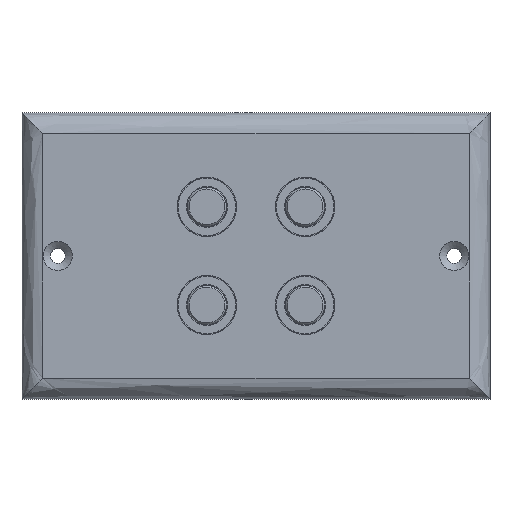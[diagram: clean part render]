
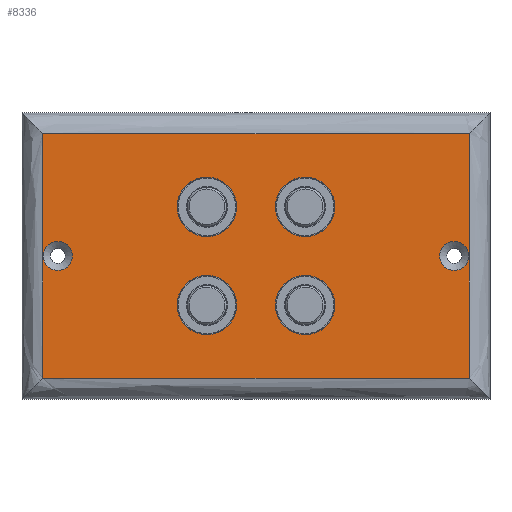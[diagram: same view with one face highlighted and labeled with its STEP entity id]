
A CAD part, top view. The second image highlights one B-rep face of the part: STEP entity #8336.
In plain terms, the highlighted planar face has unit normal (0, 0, 1).
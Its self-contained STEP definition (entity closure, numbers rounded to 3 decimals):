
#734=LINE('',#13884,#1612);
#735=LINE('',#13907,#1613);
#738=LINE('',#13932,#1616);
#740=LINE('',#13940,#1618);
#1612=VECTOR('',#10873,10.);
#1613=VECTOR('',#10874,10.);
#1616=VECTOR('',#10877,10.);
#1618=VECTOR('',#10879,10.);
#2023=FACE_BOUND('',#2857,.T.);
#2024=FACE_BOUND('',#2858,.T.);
#2025=FACE_BOUND('',#2859,.T.);
#2026=FACE_BOUND('',#2860,.T.);
#2027=FACE_BOUND('',#2861,.T.);
#2028=FACE_BOUND('',#2862,.T.);
#2386=FACE_OUTER_BOUND('',#2856,.T.);
#2856=EDGE_LOOP('',(#7070,#7071,#7072,#7073));
#2857=EDGE_LOOP('',(#7074));
#2858=EDGE_LOOP('',(#7075));
#2859=EDGE_LOOP('',(#7076));
#2860=EDGE_LOOP('',(#7077));
#2861=EDGE_LOOP('',(#7078));
#2862=EDGE_LOOP('',(#7079));
#3204=CIRCLE('',#8880,7.25);
#3212=CIRCLE('',#8896,7.25);
#3221=CIRCLE('',#8911,7.25);
#3228=CIRCLE('',#8923,7.25);
#3253=CIRCLE('',#9052,3.543);
#3256=CIRCLE('',#9057,3.543);
#3744=VERTEX_POINT('',#13090);
#3760=VERTEX_POINT('',#13148);
#3769=VERTEX_POINT('',#13184);
#3782=VERTEX_POINT('',#13228);
#3852=VERTEX_POINT('',#13851);
#3855=VERTEX_POINT('',#13869);
#3857=VERTEX_POINT('',#13892);
#3858=VERTEX_POINT('',#13915);
#3866=VERTEX_POINT('',#13965);
#3869=VERTEX_POINT('',#13975);
#4721=EDGE_CURVE('',#3744,#3744,#3204,.T.);
#4749=EDGE_CURVE('',#3760,#3760,#3212,.T.);
#4768=EDGE_CURVE('',#3769,#3769,#3221,.T.);
#4790=EDGE_CURVE('',#3782,#3782,#3228,.T.);
#4949=EDGE_CURVE('',#3852,#3855,#734,.T.);
#4951=EDGE_CURVE('',#3855,#3857,#735,.T.);
#4955=EDGE_CURVE('',#3858,#3852,#738,.T.);
#4957=EDGE_CURVE('',#3857,#3858,#740,.T.);
#4970=EDGE_CURVE('',#3866,#3866,#3253,.T.);
#4975=EDGE_CURVE('',#3869,#3869,#3256,.T.);
#7070=ORIENTED_EDGE('',*,*,#4949,.T.);
#7071=ORIENTED_EDGE('',*,*,#4951,.T.);
#7072=ORIENTED_EDGE('',*,*,#4957,.T.);
#7073=ORIENTED_EDGE('',*,*,#4955,.T.);
#7074=ORIENTED_EDGE('',*,*,#4721,.T.);
#7075=ORIENTED_EDGE('',*,*,#4790,.T.);
#7076=ORIENTED_EDGE('',*,*,#4768,.T.);
#7077=ORIENTED_EDGE('',*,*,#4749,.T.);
#7078=ORIENTED_EDGE('',*,*,#4975,.F.);
#7079=ORIENTED_EDGE('',*,*,#4970,.F.);
#7890=PLANE('',#9058);
#8336=ADVANCED_FACE('',(#2386,#2023,#2024,#2025,#2026,#2027,#2028),#7890,
 .T.);
#8880=AXIS2_PLACEMENT_3D('',#13091,#10399,#10400);
#8896=AXIS2_PLACEMENT_3D('',#13149,#10448,#10449);
#8911=AXIS2_PLACEMENT_3D('',#13185,#10487,#10488);
#8923=AXIS2_PLACEMENT_3D('',#13229,#10524,#10525);
#9052=AXIS2_PLACEMENT_3D('',#13967,#10908,#10909);
#9057=AXIS2_PLACEMENT_3D('',#13977,#10920,#10921);
#9058=AXIS2_PLACEMENT_3D('',#13978,#10922,#10923);
#10399=DIRECTION('center_axis',(0.,0.,-1.));
#10400=DIRECTION('ref_axis',(-1.,0.,0.));
#10448=DIRECTION('center_axis',(0.,0.,-1.));
#10449=DIRECTION('ref_axis',(-1.,0.,0.));
#10487=DIRECTION('center_axis',(0.,0.,-1.));
#10488=DIRECTION('ref_axis',(-1.,0.,0.));
#10524=DIRECTION('center_axis',(0.,0.,-1.));
#10525=DIRECTION('ref_axis',(-1.,0.,0.));
#10873=DIRECTION('',(0.,-1.,0.));
#10874=DIRECTION('',(1.,0.,0.));
#10877=DIRECTION('',(-1.,0.,0.));
#10879=DIRECTION('',(0.,1.,0.));
#10908=DIRECTION('center_axis',(0.,0.,1.));
#10909=DIRECTION('ref_axis',(1.,0.,0.));
#10920=DIRECTION('center_axis',(0.,0.,1.));
#10921=DIRECTION('ref_axis',(1.,0.,0.));
#10922=DIRECTION('center_axis',(0.,0.,1.));
#10923=DIRECTION('ref_axis',(1.,0.,0.));
#13090=CARTESIAN_POINT('',(19.25,126.3,6.477));
#13091=CARTESIAN_POINT('Origin',(12.,126.3,6.477));
#13148=CARTESIAN_POINT('',(-4.75,126.3,6.477));
#13149=CARTESIAN_POINT('Origin',(-12.,126.3,6.477));
#13184=CARTESIAN_POINT('',(-4.75,102.3,6.477));
#13185=CARTESIAN_POINT('Origin',(-12.,102.3,6.477));
#13228=CARTESIAN_POINT('',(19.25,102.3,6.477));
#13229=CARTESIAN_POINT('Origin',(12.,102.3,6.477));
#13851=CARTESIAN_POINT('',(-52.07,144.145,6.477));
#13869=CARTESIAN_POINT('',(-52.07,84.455,6.477));
#13884=CARTESIAN_POINT('',(-52.07,144.145,6.477));
#13892=CARTESIAN_POINT('',(52.07,84.455,6.477));
#13907=CARTESIAN_POINT('',(-52.07,84.455,6.477));
#13915=CARTESIAN_POINT('',(52.07,144.145,6.477));
#13932=CARTESIAN_POINT('',(52.07,144.145,6.477));
#13940=CARTESIAN_POINT('',(52.07,84.455,6.477));
#13965=CARTESIAN_POINT('',(44.875,114.3,6.477));
#13967=CARTESIAN_POINT('Origin',(48.419,114.3,6.477));
#13975=CARTESIAN_POINT('',(-51.962,114.3,6.477));
#13977=CARTESIAN_POINT('Origin',(-48.419,114.3,6.477));
#13978=CARTESIAN_POINT('Origin',(0.,114.3,6.477));
